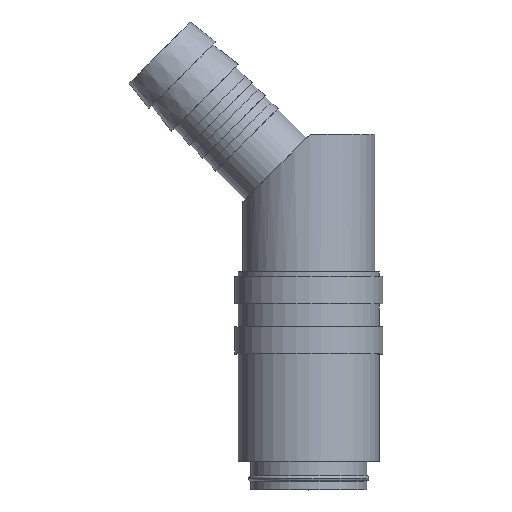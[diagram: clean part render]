
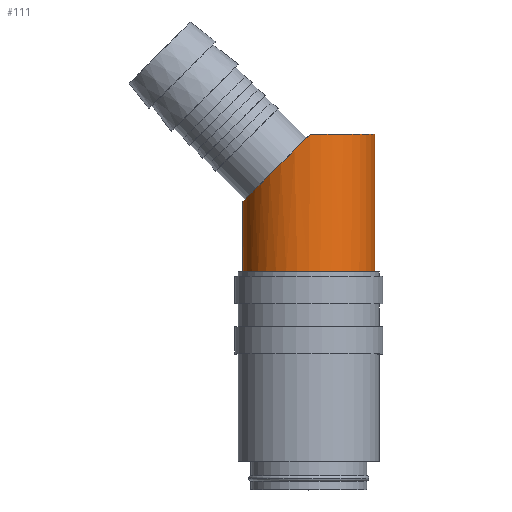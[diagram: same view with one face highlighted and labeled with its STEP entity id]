
A CAD part, top view. The second image highlights one B-rep face of the part: STEP entity #111.
In plain terms, the highlighted cylindrical face has radius 14.5 mm (diameter 29 mm), a partial arc.
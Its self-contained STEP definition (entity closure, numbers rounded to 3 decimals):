
#111=ADVANCED_FACE('',(#269),#270,.T.);
#269=FACE_OUTER_BOUND('',#480,.T.);
#270=CYLINDRICAL_SURFACE('',#481,14.5);
#480=EDGE_LOOP('',(#743,#744,#745,#746,#747));
#481=AXIS2_PLACEMENT_3D('',#748,#749,#750);
#743=ORIENTED_EDGE('',*,*,#1213,.T.);
#744=ORIENTED_EDGE('',*,*,#1214,.F.);
#745=ORIENTED_EDGE('',*,*,#1215,.T.);
#746=ORIENTED_EDGE('',*,*,#1216,.T.);
#747=ORIENTED_EDGE('',*,*,#1217,.F.);
#748=CARTESIAN_POINT('',(0.0,60.635,0.0));
#749=DIRECTION('',(-0.0,1.0,0.0));
#750=DIRECTION('',(1.0,0.0,0.0));
#1213=EDGE_CURVE('',#1446,#1447,#1448,.T.);
#1214=EDGE_CURVE('',#1449,#1447,#1450,.T.);
#1215=EDGE_CURVE('',#1449,#1451,#1452,.T.);
#1216=EDGE_CURVE('',#1451,#1453,#1454,.T.);
#1217=EDGE_CURVE('',#1446,#1453,#1455,.T.);
#1446=VERTEX_POINT('',#1802);
#1447=VERTEX_POINT('',#1803);
#1448=LINE('',#1804,#1805);
#1449=VERTEX_POINT('',#1806);
#1450=CIRCLE('',#1807,14.5);
#1451=VERTEX_POINT('',#1808);
#1452=ELLIPSE('',#1809,20.506,14.5);
#1453=VERTEX_POINT('',#1810);
#1454=LINE('',#1811,#1812);
#1455=CIRCLE('',#1813,14.5);
#1802=CARTESIAN_POINT('',(14.5,47.8,0.));
#1803=CARTESIAN_POINT('',(14.5,78.0,0.));
#1804=CARTESIAN_POINT('',(14.5,60.635,0.));
#1805=VECTOR('',#2162,1.0);
#1806=CARTESIAN_POINT('',(0.3,78.0,14.497));
#1807=AXIS2_PLACEMENT_3D('',#2163,#2164,#2165);
#1808=CARTESIAN_POINT('',(-14.5,63.2,0.));
#1809=AXIS2_PLACEMENT_3D('',#2166,#2167,#2168);
#1810=CARTESIAN_POINT('',(-14.5,47.8,0.));
#1811=CARTESIAN_POINT('',(-14.5,60.635,0.));
#1812=VECTOR('',#2169,1.0);
#1813=AXIS2_PLACEMENT_3D('',#2170,#2171,#2172);
#2162=DIRECTION('',(0.0,1.0,0.0));
#2163=CARTESIAN_POINT('',(0.0,78.0,0.0));
#2164=DIRECTION('',(-0.0,1.0,0.0));
#2165=DIRECTION('',(1.0,0.0,0.0));
#2166=CARTESIAN_POINT('',(0.0,77.7,0.0));
#2167=DIRECTION('',(0.707,-0.707,0.0));
#2168=DIRECTION('',(0.707,0.707,0.0));
#2169=DIRECTION('',(-0.0,-1.0,-0.0));
#2170=CARTESIAN_POINT('',(0.0,47.8,0.0));
#2171=DIRECTION('',(0.0,-1.0,0.0));
#2172=DIRECTION('',(1.0,0.0,0.0));
